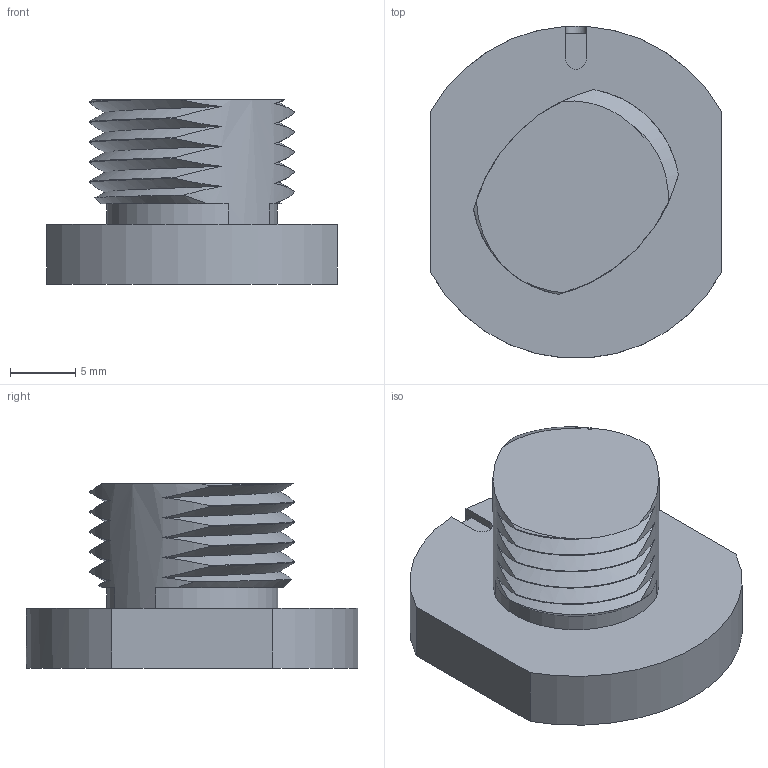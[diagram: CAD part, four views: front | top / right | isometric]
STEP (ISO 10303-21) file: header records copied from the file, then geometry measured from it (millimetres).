
FILE_DESCRIPTION(/* description */ (''),/* implementation_level */ '2;1');
FILE_NAME(/* name */ 'MH107-1B.stp',/* time_stamp */ '2017-05-08T10:28:14-04:00',/* author */ ('aneininger'),/* organization */ (''),/* preprocessor_version */ 'ST-DEVELOPER v16.5',/* originating_system */ 'Autodesk Inventor 2017',/* authorisation */ '');
FILE_SCHEMA (('AUTOMOTIVE_DESIGN { 1 0 10303 214 3 1 1 }'));
Length unit declared in the file: inch
Products named in the file (1): MH107-1B
Bounding box: 22.23 x 25.36 x 14.1 mm (x, y, z)
Volume: 3464.9 mm3; surface area: 2075 mm2
Topology: 1 solids, 1 shells, 59 faces, 168 edges, 112 vertices
Faces by surface type: bspline 23, cylinder 19, plane 13, cone 4
Full cylindrical faces by diameter (mm): 5.359 x1
Entity records: 2811 total; most frequent: CARTESIAN_POINT 1382, ORIENTED_EDGE 330, DIRECTION 189, EDGE_CURVE 165, VERTEX_POINT 111, B_SPLINE_CURVE_WITH_KNOTS 84, AXIS2_PLACEMENT_3D 71, EDGE_LOOP 62
